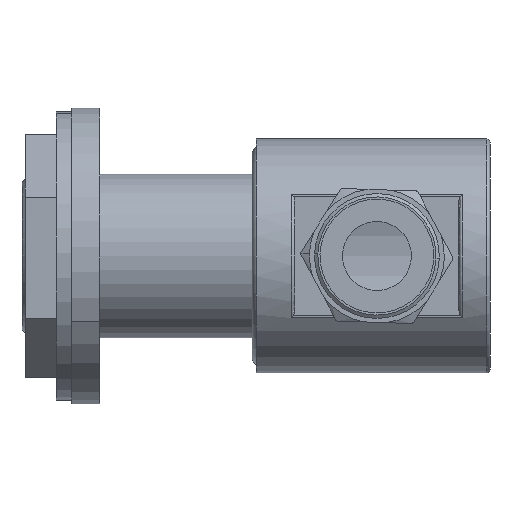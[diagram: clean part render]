
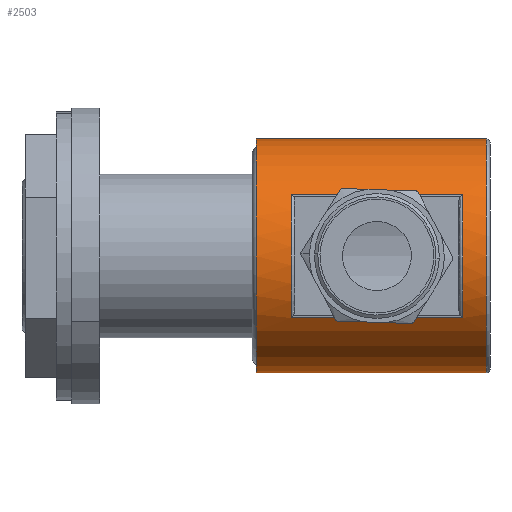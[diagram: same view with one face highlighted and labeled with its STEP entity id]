
A CAD part, front view. The second image highlights one B-rep face of the part: STEP entity #2503.
In plain terms, the highlighted cylindrical face has radius 15 mm (diameter 30 mm), a partial arc.
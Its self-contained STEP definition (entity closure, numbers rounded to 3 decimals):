
#97 = AXIS2_PLACEMENT_3D ( 'NONE', #6375, #6447, #691 ) ;
#156 = LINE ( 'NONE', #1581, #1329 ) ;
#274 = CARTESIAN_POINT ( 'NONE',  ( 26.5, -12.724, 7.943 ) ) ;
#429 = ORIENTED_EDGE ( 'NONE', *, *, #711, .T. ) ;
#490 = AXIS2_PLACEMENT_3D ( 'NONE', #1660, #1692, #4282 ) ;
#594 = DIRECTION ( 'NONE',  ( 1., 0., 0. ) ) ;
#691 = DIRECTION ( 'NONE',  ( 0., 0., 1. ) ) ;
#695 = EDGE_CURVE ( 'NONE', #2471, #1355, #1676, .T. ) ;
#711 = EDGE_CURVE ( 'NONE', #2339, #3605, #5228, .T. ) ;
#774 = ORIENTED_EDGE ( 'NONE', *, *, #4359, .T. ) ;
#1029 = DIRECTION ( 'NONE',  ( 1., 0., 0. ) ) ;
#1031 = VERTEX_POINT ( 'NONE', #3543 ) ;
#1055 = CARTESIAN_POINT ( 'NONE',  ( 0., 0., -15. ) ) ;
#1101 = CARTESIAN_POINT ( 'NONE',  ( 29.5, 0., 15. ) ) ;
#1106 = LINE ( 'NONE', #5411, #2213 ) ;
#1329 = VECTOR ( 'NONE', #1686, 1000. ) ;
#1355 = VERTEX_POINT ( 'NONE', #1101 ) ;
#1581 = CARTESIAN_POINT ( 'NONE',  ( 0., -12.724, -7.943 ) ) ;
#1660 = CARTESIAN_POINT ( 'NONE',  ( 29.5, 0., 0. ) ) ;
#1676 = LINE ( 'NONE', #2270, #5903 ) ;
#1686 = DIRECTION ( 'NONE',  ( -1., 0., 0. ) ) ;
#1692 = DIRECTION ( 'NONE',  ( -1., 0., 0. ) ) ;
#1701 = EDGE_CURVE ( 'NONE', #5302, #1355, #3787, .T. ) ;
#1712 = DIRECTION ( 'NONE',  ( 0., 0., -1. ) ) ;
#1885 = CARTESIAN_POINT ( 'NONE',  ( 26.5, -12.724, -7.943 ) ) ;
#1937 = ORIENTED_EDGE ( 'NONE', *, *, #2085, .T. ) ;
#2085 = EDGE_CURVE ( 'NONE', #4576, #2339, #1106, .T. ) ;
#2213 = VECTOR ( 'NONE', #594, 1000. ) ;
#2270 = CARTESIAN_POINT ( 'NONE',  ( 0., 0., 15. ) ) ;
#2339 = VERTEX_POINT ( 'NONE', #274 ) ;
#2471 = VERTEX_POINT ( 'NONE', #2532 ) ;
#2503 = ADVANCED_FACE ( 'NONE', ( #6321, #4673 ), #3682, .T. ) ;
#2507 = VECTOR ( 'NONE', #6395, 1000. ) ;
#2510 = ORIENTED_EDGE ( 'NONE', *, *, #5314, .T. ) ;
#2520 = ORIENTED_EDGE ( 'NONE', *, *, #695, .F. ) ;
#2532 = CARTESIAN_POINT ( 'NONE',  ( 0., 0., 15. ) ) ;
#2714 = AXIS2_PLACEMENT_3D ( 'NONE', #4088, #4604, #3130 ) ;
#3130 = DIRECTION ( 'NONE',  ( 0., 0., -1. ) ) ;
#3136 = DIRECTION ( 'NONE',  ( 0., 0., -1. ) ) ;
#3208 = CARTESIAN_POINT ( 'NONE',  ( 0., 0., -15. ) ) ;
#3310 = EDGE_LOOP ( 'NONE', ( #1937, #429, #2510, #3972 ) ) ;
#3380 = CARTESIAN_POINT ( 'NONE',  ( 26.5, 0., 0. ) ) ;
#3496 = EDGE_CURVE ( 'NONE', #1031, #4576, #5707, .T. ) ;
#3543 = CARTESIAN_POINT ( 'NONE',  ( 4.5, -12.724, -7.943 ) ) ;
#3605 = VERTEX_POINT ( 'NONE', #1885 ) ;
#3682 = CYLINDRICAL_SURFACE ( 'NONE', #2714, 15. ) ;
#3723 = ORIENTED_EDGE ( 'NONE', *, *, #1701, .T. ) ;
#3787 = CIRCLE ( 'NONE', #490, 15. ) ;
#3850 = EDGE_CURVE ( 'NONE', #2471, #4074, #4603, .T. ) ;
#3972 = ORIENTED_EDGE ( 'NONE', *, *, #3496, .T. ) ;
#4074 = VERTEX_POINT ( 'NONE', #3208 ) ;
#4088 = CARTESIAN_POINT ( 'NONE',  ( 0., 0., 0. ) ) ;
#4282 = DIRECTION ( 'NONE',  ( 0., 0., -1. ) ) ;
#4288 = LINE ( 'NONE', #1055, #2507 ) ;
#4359 = EDGE_CURVE ( 'NONE', #4074, #5302, #4288, .T. ) ;
#4576 = VERTEX_POINT ( 'NONE', #4992 ) ;
#4603 = CIRCLE ( 'NONE', #5030, 15. ) ;
#4604 = DIRECTION ( 'NONE',  ( 1., 0., 0. ) ) ;
#4673 = FACE_BOUND ( 'NONE', #3310, .T. ) ;
#4992 = CARTESIAN_POINT ( 'NONE',  ( 4.5, -12.724, 7.943 ) ) ;
#5030 = AXIS2_PLACEMENT_3D ( 'NONE', #5758, #1029, #3136 ) ;
#5228 = CIRCLE ( 'NONE', #6003, 15. ) ;
#5302 = VERTEX_POINT ( 'NONE', #6457 ) ;
#5314 = EDGE_CURVE ( 'NONE', #3605, #1031, #156, .T. ) ;
#5411 = CARTESIAN_POINT ( 'NONE',  ( 0., -12.724, 7.943 ) ) ;
#5502 = DIRECTION ( 'NONE',  ( 1., 0., 0. ) ) ;
#5707 = CIRCLE ( 'NONE', #97, 15. ) ;
#5758 = CARTESIAN_POINT ( 'NONE',  ( 0., 0., 0. ) ) ;
#5897 = DIRECTION ( 'NONE',  ( 1., 0., 0. ) ) ;
#5903 = VECTOR ( 'NONE', #5502, 1000. ) ;
#6003 = AXIS2_PLACEMENT_3D ( 'NONE', #3380, #5897, #1712 ) ;
#6266 = EDGE_LOOP ( 'NONE', ( #2520, #6345, #774, #3723 ) ) ;
#6321 = FACE_OUTER_BOUND ( 'NONE', #6266, .T. ) ;
#6345 = ORIENTED_EDGE ( 'NONE', *, *, #3850, .T. ) ;
#6375 = CARTESIAN_POINT ( 'NONE',  ( 4.5, 0., 0. ) ) ;
#6395 = DIRECTION ( 'NONE',  ( 1., 0., 0. ) ) ;
#6447 = DIRECTION ( 'NONE',  ( -1., 0., 0. ) ) ;
#6457 = CARTESIAN_POINT ( 'NONE',  ( 29.5, 0., -15. ) ) ;
